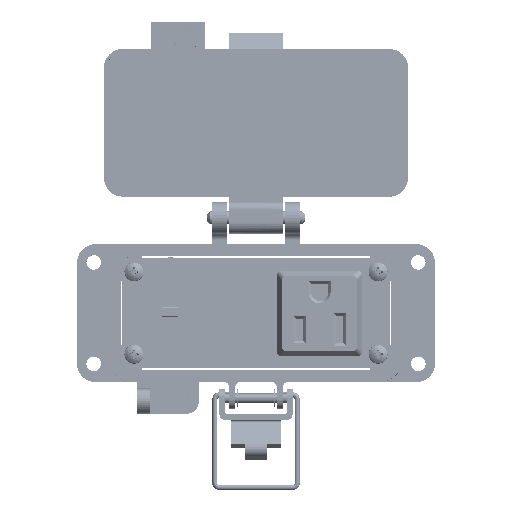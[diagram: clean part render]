
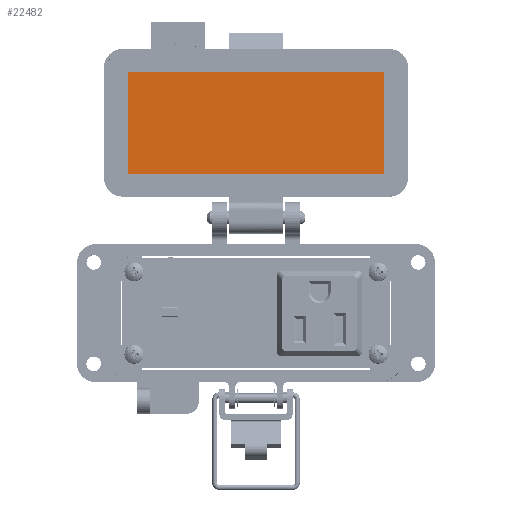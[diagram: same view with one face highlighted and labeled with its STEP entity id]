
A CAD part, top view. The second image highlights one B-rep face of the part: STEP entity #22482.
In plain terms, the highlighted planar face has unit normal (0, 0, 1).
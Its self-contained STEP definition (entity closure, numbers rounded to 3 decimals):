
#52 = DIRECTION ( 'NONE',  ( 0., -1., 0. ) ) ;
#5320 = LINE ( 'NONE', #40153, #16746 ) ;
#5999 = VECTOR ( 'NONE', #52, 1000. ) ;
#6157 = PLANE ( 'NONE',  #37224 ) ;
#7053 = CARTESIAN_POINT ( 'NONE',  ( -8.5, 83.154, -25.55 ) ) ;
#7472 = LINE ( 'NONE', #13973, #5999 ) ;
#11689 = ORIENTED_EDGE ( 'NONE', *, *, #47575, .F. ) ;
#13286 = EDGE_CURVE ( 'NONE', #70176, #75335, #48916, .T. ) ;
#13588 = CARTESIAN_POINT ( 'NONE',  ( -40.25, 83.154, -25.55 ) ) ;
#13973 = CARTESIAN_POINT ( 'NONE',  ( 40.25, 67.154, -25.55 ) ) ;
#16746 = VECTOR ( 'NONE', #68531, 1000. ) ;
#19316 = VECTOR ( 'NONE', #76820, 1000. ) ;
#21878 = LINE ( 'NONE', #7053, #74257 ) ;
#22482 = ADVANCED_FACE ( 'NONE', ( #41452 ), #6157, .T. ) ;
#33152 = CARTESIAN_POINT ( 'NONE',  ( -40.25, 67.154, -25.55 ) ) ;
#34475 = CARTESIAN_POINT ( 'NONE',  ( -8.5, 67.154, -25.55 ) ) ;
#34594 = EDGE_LOOP ( 'NONE', ( #79454, #68502, #39537, #11689 ) ) ;
#37224 = AXIS2_PLACEMENT_3D ( 'NONE', #34475, #91192, #84230 ) ;
#39537 = ORIENTED_EDGE ( 'NONE', *, *, #64829, .F. ) ;
#40153 = CARTESIAN_POINT ( 'NONE',  ( 42., 51.154, -25.55 ) ) ;
#41452 = FACE_OUTER_BOUND ( 'NONE', #34594, .T. ) ;
#47575 = EDGE_CURVE ( 'NONE', #79162, #55649, #7472, .T. ) ;
#48916 = LINE ( 'NONE', #33152, #19316 ) ;
#55649 = VERTEX_POINT ( 'NONE', #61645 ) ;
#60379 = CARTESIAN_POINT ( 'NONE',  ( -40.25, 51.154, -25.55 ) ) ;
#61645 = CARTESIAN_POINT ( 'NONE',  ( 40.25, 51.154, -25.55 ) ) ;
#64201 = DIRECTION ( 'NONE',  ( 1., 0., 0. ) ) ;
#64829 = EDGE_CURVE ( 'NONE', #55649, #70176, #5320, .T. ) ;
#68502 = ORIENTED_EDGE ( 'NONE', *, *, #13286, .F. ) ;
#68531 = DIRECTION ( 'NONE',  ( -1., 0., 0. ) ) ;
#70176 = VERTEX_POINT ( 'NONE', #60379 ) ;
#74257 = VECTOR ( 'NONE', #64201, 1000. ) ;
#75335 = VERTEX_POINT ( 'NONE', #13588 ) ;
#76820 = DIRECTION ( 'NONE',  ( 0., 1., 0. ) ) ;
#79162 = VERTEX_POINT ( 'NONE', #83726 ) ;
#79341 = EDGE_CURVE ( 'NONE', #75335, #79162, #21878, .T. ) ;
#79454 = ORIENTED_EDGE ( 'NONE', *, *, #79341, .F. ) ;
#83726 = CARTESIAN_POINT ( 'NONE',  ( 40.25, 83.154, -25.55 ) ) ;
#84230 = DIRECTION ( 'NONE',  ( 0., -1., 0. ) ) ;
#91192 = DIRECTION ( 'NONE',  ( 0., 0., 1. ) ) ;
